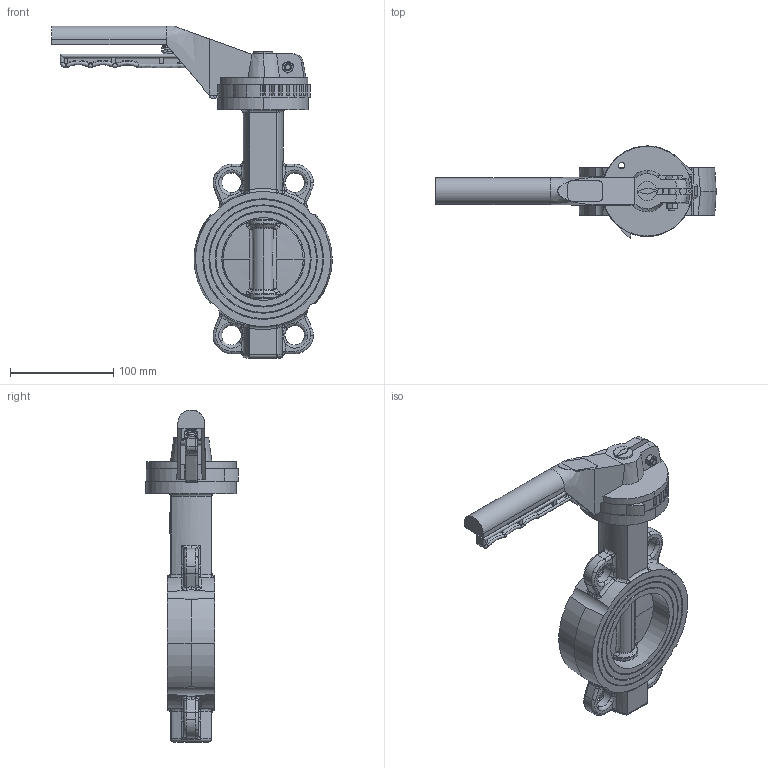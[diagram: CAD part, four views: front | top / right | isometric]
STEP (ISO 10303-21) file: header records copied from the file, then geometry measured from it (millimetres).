
FILE_DESCRIPTION(('HOOPS Exchange Step'),'2;1');
FILE_NAME('AK0813_DN80.stp','2025-08-13T13:11:13+02:00',('nieru'),('Unknown organisation'),'HOOPS Exchange 2024.2','HOOPS Exchange','Unknown authorisation');
FILE_SCHEMA( ('AP203_CONFIGURATION_CONTROLLED_3D_DESIGN_OF_MECHANICAL_PARTS_AND_ASSEMBLIES_MIM_LF') );
Length unit declared in the file: millimetre
Products named in the file (2): 0; root
Assembly tree (1 placements, depth 2):
  root
    0
Bounding box: 272 x 89.53 x 322 mm (x, y, z)
Volume: 860379 mm3; surface area: 216225 mm2
Topology: 12 solids, 12 shells, 1679 faces, 4378 edges, 2711 vertices
Faces by surface type: cylinder 569, plane 536, bspline 215, torus 198, cone 146, sphere 15
Entity records: 141542 total; most frequent: CARTESIAN_POINT 104029, ORIENTED_EDGE 8688, DIRECTION 6578, EDGE_CURVE 4344, VERTEX_POINT 2711, AXIS2_PLACEMENT_3D 2468, EDGE_LOOP 1787, FACE_BOUND 1787
